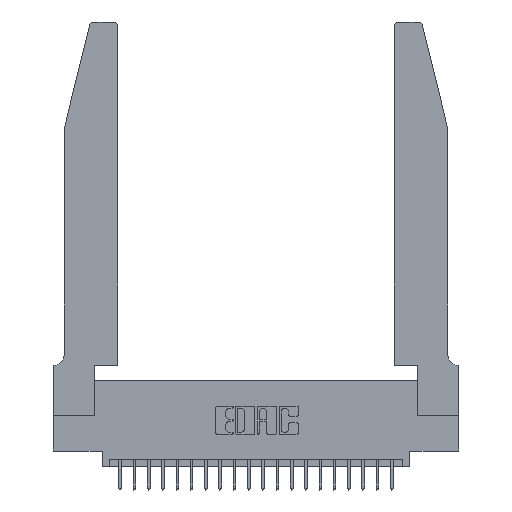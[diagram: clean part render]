
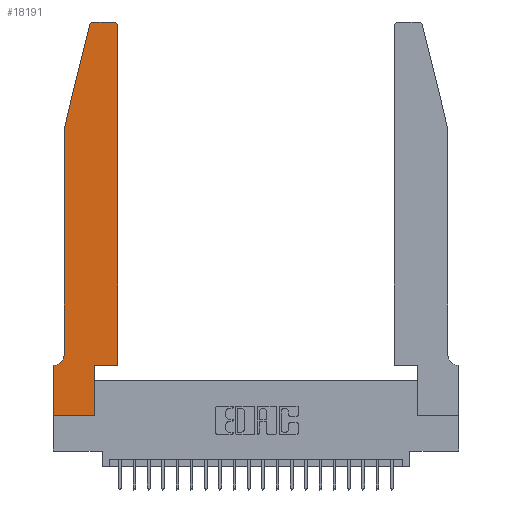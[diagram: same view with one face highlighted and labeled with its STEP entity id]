
A CAD part, top view. The second image highlights one B-rep face of the part: STEP entity #18191.
In plain terms, the highlighted planar face has unit normal (0, 0, 1).
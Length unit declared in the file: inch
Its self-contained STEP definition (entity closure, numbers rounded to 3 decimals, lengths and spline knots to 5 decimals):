
#49 = DIRECTION ( 'NONE',  ( 1., 0., 0. ) ) ;
#93 = EDGE_CURVE ( 'NONE', #8789, #1319, #20522, .T. ) ;
#184 = VECTOR ( 'NONE', #14244, 39.37008 ) ;
#535 = CARTESIAN_POINT ( 'NONE',  ( 0.4505, 0.35, 0.37 ) ) ;
#692 = VECTOR ( 'NONE', #17707, 39.37008 ) ;
#874 = AXIS2_PLACEMENT_3D ( 'NONE', #14147, #18030, #21857 ) ;
#1014 = CARTESIAN_POINT ( 'NONE',  ( 0.2865, 0.35, 0.37 ) ) ;
#1308 = CARTESIAN_POINT ( 'NONE',  ( 0., 0., 0.37 ) ) ;
#1319 = VERTEX_POINT ( 'NONE', #21121 ) ;
#1385 = DIRECTION ( 'NONE',  ( 1., 0., 0. ) ) ;
#1550 = EDGE_LOOP ( 'NONE', ( #10214, #22172, #11323, #22191, #21895, #13639, #13176, #18836, #20986, #21324, #15617, #18577 ) ) ;
#1861 = VERTEX_POINT ( 'NONE', #2729 ) ;
#2013 = CARTESIAN_POINT ( 'NONE',  ( 0.284, 2.72, 0.37 ) ) ;
#2127 = DIRECTION ( 'NONE',  ( 1., 0., 0. ) ) ;
#2330 = LINE ( 'NONE', #9919, #21771 ) ;
#2516 = FACE_OUTER_BOUND ( 'NONE', #1550, .T. ) ;
#2729 = CARTESIAN_POINT ( 'NONE',  ( 0.25487, 2.72718, 0.37 ) ) ;
#2839 = DIRECTION ( 'NONE',  ( -1., 0., 0. ) ) ;
#3275 = LINE ( 'NONE', #17626, #692 ) ;
#3395 = LINE ( 'NONE', #16838, #23127 ) ;
#3406 = EDGE_CURVE ( 'NONE', #5803, #19249, #10893, .T. ) ;
#4567 = EDGE_CURVE ( 'NONE', #13920, #1861, #21191, .T. ) ;
#4852 = PLANE ( 'NONE',  #21637 ) ;
#4935 = DIRECTION ( 'NONE',  ( 0., 0., 1. ) ) ;
#5297 = DIRECTION ( 'NONE',  ( -1., 0., 0. ) ) ;
#5629 = LINE ( 'NONE', #535, #20514 ) ;
#5803 = VERTEX_POINT ( 'NONE', #22560 ) ;
#6224 = CARTESIAN_POINT ( 'NONE',  ( 0.0055, 0.35, 0.37 ) ) ;
#6371 = LINE ( 'NONE', #9246, #10082 ) ;
#6623 = DIRECTION ( 'NONE',  ( -1., 0., 0. ) ) ;
#7307 = VERTEX_POINT ( 'NONE', #1014 ) ;
#7652 = EDGE_CURVE ( 'NONE', #7307, #8789, #5629, .T. ) ;
#8137 = CARTESIAN_POINT ( 'NONE',  ( 0.0755, 2., 0.37 ) ) ;
#8383 = CARTESIAN_POINT ( 'NONE',  ( 0.4505, 0.35, 0.37 ) ) ;
#8789 = VERTEX_POINT ( 'NONE', #13202 ) ;
#9246 = CARTESIAN_POINT ( 'NONE',  ( 0.2605, 2.75, 0.37 ) ) ;
#9841 = VERTEX_POINT ( 'NONE', #20918 ) ;
#9919 = CARTESIAN_POINT ( 'NONE',  ( 0.0755, 2., 0.37 ) ) ;
#10082 = VECTOR ( 'NONE', #6623, 39.37008 ) ;
#10214 = ORIENTED_EDGE ( 'NONE', *, *, #15120, .T. ) ;
#10810 = VERTEX_POINT ( 'NONE', #13009 ) ;
#10893 = CIRCLE ( 'NONE', #23263, 0.07 ) ;
#11181 = EDGE_CURVE ( 'NONE', #1319, #9841, #12332, .T. ) ;
#11323 = ORIENTED_EDGE ( 'NONE', *, *, #11890, .T. ) ;
#11380 = DIRECTION ( 'NONE',  ( 0., 1., 0. ) ) ;
#11709 = CARTESIAN_POINT ( 'NONE',  ( 0.284, 2.75, 0.37 ) ) ;
#11890 = EDGE_CURVE ( 'NONE', #1861, #16632, #2330, .T. ) ;
#12031 = AXIS2_PLACEMENT_3D ( 'NONE', #2013, #18610, #49 ) ;
#12039 = DIRECTION ( 'NONE',  ( 0., 1., 0. ) ) ;
#12332 = CIRCLE ( 'NONE', #874, 0.03 ) ;
#13009 = CARTESIAN_POINT ( 'NONE',  ( 0., 0.35, 0.37 ) ) ;
#13078 = EDGE_CURVE ( 'NONE', #16632, #5803, #14121, .T. ) ;
#13176 = ORIENTED_EDGE ( 'NONE', *, *, #13930, .T. ) ;
#13202 = CARTESIAN_POINT ( 'NONE',  ( 0.4505, 0.35, 0.37 ) ) ;
#13522 = VECTOR ( 'NONE', #16053, 39.37008 ) ;
#13542 = VERTEX_POINT ( 'NONE', #1308 ) ;
#13639 = ORIENTED_EDGE ( 'NONE', *, *, #18923, .T. ) ;
#13780 = CARTESIAN_POINT ( 'NONE',  ( 0., 0.35, 0.37 ) ) ;
#13920 = VERTEX_POINT ( 'NONE', #11709 ) ;
#13930 = EDGE_CURVE ( 'NONE', #10810, #13542, #16407, .T. ) ;
#14121 = LINE ( 'NONE', #16035, #184 ) ;
#14147 = CARTESIAN_POINT ( 'NONE',  ( 0.4205, 2.72, 0.37 ) ) ;
#14244 = DIRECTION ( 'NONE',  ( 0., -1., 0. ) ) ;
#15120 = EDGE_CURVE ( 'NONE', #9841, #13920, #6371, .T. ) ;
#15617 = ORIENTED_EDGE ( 'NONE', *, *, #93, .T. ) ;
#15628 = VECTOR ( 'NONE', #12039, 39.37008 ) ;
#15837 = DIRECTION ( 'NONE',  ( 0., 0., -1. ) ) ;
#16035 = CARTESIAN_POINT ( 'NONE',  ( 0.0755, 2., 0.37 ) ) ;
#16053 = DIRECTION ( 'NONE',  ( 0., -1., 0. ) ) ;
#16196 = LINE ( 'NONE', #19879, #19650 ) ;
#16407 = LINE ( 'NONE', #21268, #13522 ) ;
#16632 = VERTEX_POINT ( 'NONE', #8137 ) ;
#16838 = CARTESIAN_POINT ( 'NONE',  ( 0.2865, 0.35, 0.37 ) ) ;
#17626 = CARTESIAN_POINT ( 'NONE',  ( 0., 0., 0.37 ) ) ;
#17689 = EDGE_CURVE ( 'NONE', #22651, #7307, #3395, .T. ) ;
#17707 = DIRECTION ( 'NONE',  ( 1., 0., 0. ) ) ;
#18030 = DIRECTION ( 'NONE',  ( 0., 0., 1. ) ) ;
#18191 = ADVANCED_FACE ( 'NONE', ( #2516 ), #4852, .T. ) ;
#18577 = ORIENTED_EDGE ( 'NONE', *, *, #11181, .T. ) ;
#18610 = DIRECTION ( 'NONE',  ( 0., 0., 1. ) ) ;
#18836 = ORIENTED_EDGE ( 'NONE', *, *, #21682, .T. ) ;
#18923 = EDGE_CURVE ( 'NONE', #19249, #10810, #16196, .T. ) ;
#19031 = CARTESIAN_POINT ( 'NONE',  ( 0.2865, 0., 0.37 ) ) ;
#19249 = VERTEX_POINT ( 'NONE', #6224 ) ;
#19650 = VECTOR ( 'NONE', #5297, 39.37008 ) ;
#19879 = CARTESIAN_POINT ( 'NONE',  ( 0.0755, 0.35, 0.37 ) ) ;
#20514 = VECTOR ( 'NONE', #2127, 39.37008 ) ;
#20522 = LINE ( 'NONE', #8383, #15628 ) ;
#20918 = CARTESIAN_POINT ( 'NONE',  ( 0.4205, 2.75, 0.37 ) ) ;
#20986 = ORIENTED_EDGE ( 'NONE', *, *, #17689, .T. ) ;
#21121 = CARTESIAN_POINT ( 'NONE',  ( 0.4505, 2.72, 0.37 ) ) ;
#21133 = CARTESIAN_POINT ( 'NONE',  ( 0.0055, 0.42, 0.37 ) ) ;
#21191 = CIRCLE ( 'NONE', #12031, 0.03 ) ;
#21268 = CARTESIAN_POINT ( 'NONE',  ( 0., 0., 0.37 ) ) ;
#21324 = ORIENTED_EDGE ( 'NONE', *, *, #7652, .T. ) ;
#21637 = AXIS2_PLACEMENT_3D ( 'NONE', #13780, #4935, #1385 ) ;
#21682 = EDGE_CURVE ( 'NONE', #13542, #22651, #3275, .T. ) ;
#21771 = VECTOR ( 'NONE', #23382, 39.37008 ) ;
#21857 = DIRECTION ( 'NONE',  ( 1., 0., 0. ) ) ;
#21895 = ORIENTED_EDGE ( 'NONE', *, *, #3406, .T. ) ;
#22172 = ORIENTED_EDGE ( 'NONE', *, *, #4567, .T. ) ;
#22191 = ORIENTED_EDGE ( 'NONE', *, *, #13078, .T. ) ;
#22560 = CARTESIAN_POINT ( 'NONE',  ( 0.0755, 0.42, 0.37 ) ) ;
#22651 = VERTEX_POINT ( 'NONE', #19031 ) ;
#23127 = VECTOR ( 'NONE', #11380, 39.37008 ) ;
#23263 = AXIS2_PLACEMENT_3D ( 'NONE', #21133, #15837, #2839 ) ;
#23382 = DIRECTION ( 'NONE',  ( -0.239, -0.971, 0. ) ) ;
